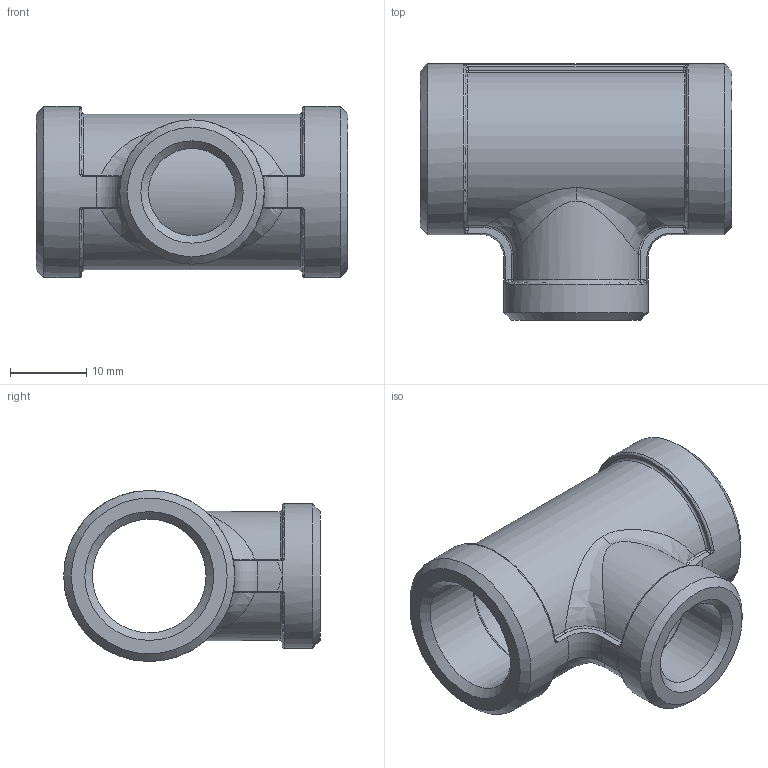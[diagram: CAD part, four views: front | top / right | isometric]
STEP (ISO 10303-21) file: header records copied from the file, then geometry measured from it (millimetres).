
FILE_DESCRIPTION(/* description */ (''),/* implementation_level */ '2;1');
FILE_NAME(/* name */ 'Ki-307R-1-010 Aschl.stp',/* time_stamp */ '2017-07-12T11:21:26+02:00',/* author */ ('hochmair'),/* organization */ (''),/* preprocessor_version */ 'ST-DEVELOPER v15.6',/* originating_system */ 'Autodesk Inventor 2015',/* authorisation */ '');
FILE_SCHEMA (('AUTOMOTIVE_DESIGN { 1 0 10303 214 3 1 1 }'));
Length unit declared in the file: millimetre
Products named in the file (1): TB24381436
Bounding box: 41 x 33.75 x 22.5 mm (x, y, z)
Volume: 7359.3 mm3; surface area: 6847 mm2
Topology: 1 solids, 1 shells, 120 faces, 291 edges, 175 vertices
Faces by surface type: cylinder 40, bspline 27, plane 18, torus 14, sphere 12, cone 9
Full cylindrical faces by diameter (mm): 11.445 x1, 14 x2, 14.95 x2, 17.5 x1, 19 x1, 22.5 x1
Entity records: 4529 total; most frequent: CARTESIAN_POINT 1909, ORIENTED_EDGE 532, DIRECTION 528, EDGE_CURVE 266, AXIS2_PLACEMENT_3D 236, VERTEX_POINT 171, EDGE_LOOP 145, CIRCLE 122
